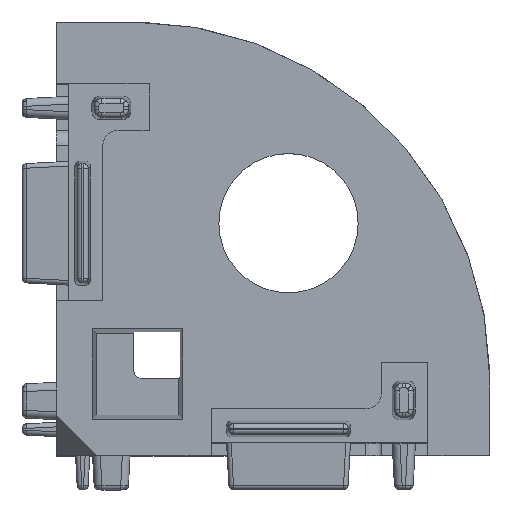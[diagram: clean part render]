
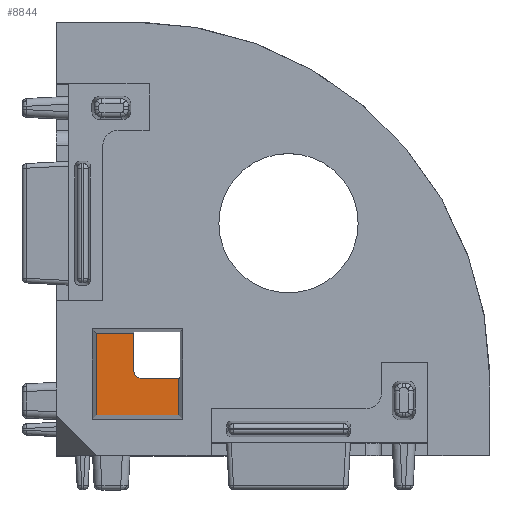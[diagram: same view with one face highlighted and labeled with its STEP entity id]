
A CAD part, top view. The second image highlights one B-rep face of the part: STEP entity #8844.
In plain terms, the highlighted planar face has unit normal (0, 0, 1).
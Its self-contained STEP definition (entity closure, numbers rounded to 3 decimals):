
#252 = DIRECTION ( 'NONE',  ( 1., 0., 0. ) ) ;
#260 = VERTEX_POINT ( 'NONE', #11920 ) ;
#688 = DIRECTION ( 'NONE',  ( -1., 0., 0. ) ) ;
#770 = VERTEX_POINT ( 'NONE', #12461 ) ;
#1744 = EDGE_CURVE ( 'NONE', #5306, #3991, #8544, .T. ) ;
#2228 = LINE ( 'NONE', #10080, #12702 ) ;
#2265 = ORIENTED_EDGE ( 'NONE', *, *, #13050, .T. ) ;
#2339 = CARTESIAN_POINT ( 'NONE',  ( 2.594, 8., -7.7 ) ) ;
#2421 = VECTOR ( 'NONE', #10543, 1000. ) ;
#2873 = ORIENTED_EDGE ( 'NONE', *, *, #10814, .T. ) ;
#3402 = LINE ( 'NONE', #2339, #7326 ) ;
#3796 = ORIENTED_EDGE ( 'NONE', *, *, #1744, .T. ) ;
#3844 = DIRECTION ( 'NONE',  ( -1., 0., 0. ) ) ;
#3991 = VERTEX_POINT ( 'NONE', #6223 ) ;
#4008 = DIRECTION ( 'NONE',  ( 0., 1., 0. ) ) ;
#5234 = LINE ( 'NONE', #5337, #2421 ) ;
#5306 = VERTEX_POINT ( 'NONE', #9673 ) ;
#5337 = CARTESIAN_POINT ( 'NONE',  ( 7.906, 8., -7.7 ) ) ;
#5452 = VECTOR ( 'NONE', #11203, 1000. ) ;
#5499 = VECTOR ( 'NONE', #9492, 1000. ) ;
#5582 = ORIENTED_EDGE ( 'NONE', *, *, #7696, .T. ) ;
#6223 = CARTESIAN_POINT ( 'NONE',  ( 7.906, 2.594, -7.7 ) ) ;
#6605 = DIRECTION ( 'NONE',  ( 0., 0., 1. ) ) ;
#6764 = ORIENTED_EDGE ( 'NONE', *, *, #8567, .T. ) ;
#7009 = DIRECTION ( 'NONE',  ( 0., 0., -1. ) ) ;
#7326 = VECTOR ( 'NONE', #8603, 1000. ) ;
#7417 = CARTESIAN_POINT ( 'NONE',  ( 2.5, 2.594, -7.7 ) ) ;
#7593 = PLANE ( 'NONE',  #8325 ) ;
#7656 = CARTESIAN_POINT ( 'NONE',  ( 2.594, 7.906, -7.7 ) ) ;
#7696 = EDGE_CURVE ( 'NONE', #11399, #5306, #3402, .T. ) ;
#7798 = LINE ( 'NONE', #10236, #13322 ) ;
#7919 = CIRCLE ( 'NONE', #12591, 0.5 ) ;
#8029 = ORIENTED_EDGE ( 'NONE', *, *, #12787, .T. ) ;
#8067 = FACE_OUTER_BOUND ( 'NONE', #12016, .T. ) ;
#8189 = CARTESIAN_POINT ( 'NONE',  ( 5.5, 5., -7.7 ) ) ;
#8325 = AXIS2_PLACEMENT_3D ( 'NONE', #12826, #6605, #252 ) ;
#8544 = LINE ( 'NONE', #7417, #5499 ) ;
#8567 = EDGE_CURVE ( 'NONE', #11968, #10998, #7919, .T. ) ;
#8603 = DIRECTION ( 'NONE',  ( 0., -1., 0. ) ) ;
#8844 = ADVANCED_FACE ( 'NONE', ( #8067 ), #7593, .T. ) ;
#9118 = EDGE_CURVE ( 'NONE', #770, #11399, #9502, .T. ) ;
#9492 = DIRECTION ( 'NONE',  ( 1., 0., 0. ) ) ;
#9502 = LINE ( 'NONE', #13310, #5452 ) ;
#9511 = CARTESIAN_POINT ( 'NONE',  ( 5., 5.5, -7.7 ) ) ;
#9673 = CARTESIAN_POINT ( 'NONE',  ( 2.594, 2.594, -7.7 ) ) ;
#10080 = CARTESIAN_POINT ( 'NONE',  ( 5., 5., -7.7 ) ) ;
#10236 = CARTESIAN_POINT ( 'NONE',  ( 5., 5., -7.7 ) ) ;
#10543 = DIRECTION ( 'NONE',  ( 0., 1., 0. ) ) ;
#10814 = EDGE_CURVE ( 'NONE', #10998, #770, #7798, .T. ) ;
#10998 = VERTEX_POINT ( 'NONE', #9511 ) ;
#11203 = DIRECTION ( 'NONE',  ( -1., 0., 0. ) ) ;
#11399 = VERTEX_POINT ( 'NONE', #7656 ) ;
#11920 = CARTESIAN_POINT ( 'NONE',  ( 7.906, 5., -7.7 ) ) ;
#11968 = VERTEX_POINT ( 'NONE', #8189 ) ;
#12016 = EDGE_LOOP ( 'NONE', ( #2265, #6764, #2873, #12729, #5582, #3796, #8029 ) ) ;
#12461 = CARTESIAN_POINT ( 'NONE',  ( 5., 7.906, -7.7 ) ) ;
#12591 = AXIS2_PLACEMENT_3D ( 'NONE', #13233, #7009, #688 ) ;
#12702 = VECTOR ( 'NONE', #3844, 1000. ) ;
#12729 = ORIENTED_EDGE ( 'NONE', *, *, #9118, .T. ) ;
#12787 = EDGE_CURVE ( 'NONE', #3991, #260, #5234, .T. ) ;
#12826 = CARTESIAN_POINT ( 'NONE',  ( 2.5, 8., -7.7 ) ) ;
#13050 = EDGE_CURVE ( 'NONE', #260, #11968, #2228, .T. ) ;
#13233 = CARTESIAN_POINT ( 'NONE',  ( 5.5, 5.5, -7.7 ) ) ;
#13310 = CARTESIAN_POINT ( 'NONE',  ( 2.5, 7.906, -7.7 ) ) ;
#13322 = VECTOR ( 'NONE', #4008, 1000. ) ;
